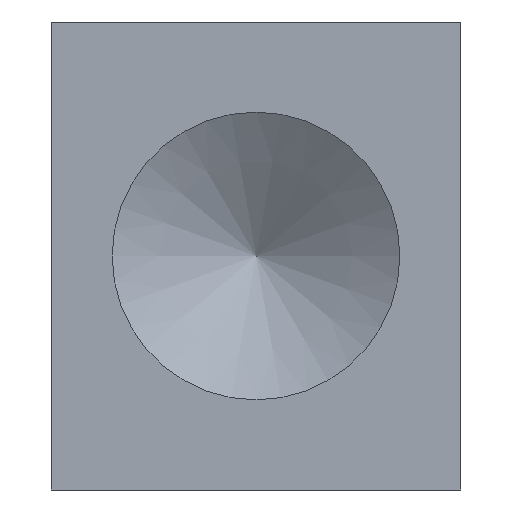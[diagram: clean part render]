
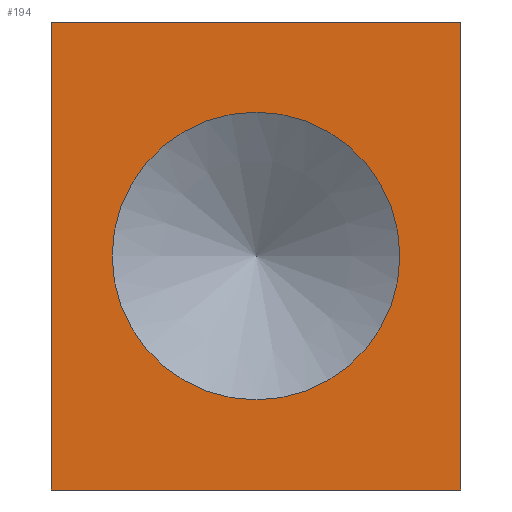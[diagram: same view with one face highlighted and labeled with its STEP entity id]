
A CAD part, front view. The second image highlights one B-rep face of the part: STEP entity #194.
In plain terms, the highlighted planar face has unit normal (0, -1, 0).
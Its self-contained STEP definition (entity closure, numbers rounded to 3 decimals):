
#32=FACE_BOUND('',#62,.T.);
#38=PLANE('',#231);
#49=FACE_OUTER_BOUND('',#61,.T.);
#61=EDGE_LOOP('',(#165,#166,#167,#168));
#62=EDGE_LOOP('',(#169));
#71=LINE('',#301,#87);
#78=LINE('',#315,#94);
#80=LINE('',#323,#96);
#81=LINE('',#324,#97);
#87=VECTOR('',#252,10.);
#94=VECTOR('',#263,10.);
#96=VECTOR('',#271,10.);
#97=VECTOR('',#272,10.);
#102=CIRCLE('',#225,2.459);
#109=VERTEX_POINT('',#295);
#110=VERTEX_POINT('',#299);
#111=VERTEX_POINT('',#300);
#116=VERTEX_POINT('',#314);
#119=VERTEX_POINT('',#322);
#124=EDGE_CURVE('',#109,#109,#102,.T.);
#126=EDGE_CURVE('',#110,#111,#71,.T.);
#133=EDGE_CURVE('',#110,#116,#78,.T.);
#137=EDGE_CURVE('',#119,#111,#80,.T.);
#138=EDGE_CURVE('',#119,#116,#81,.T.);
#165=ORIENTED_EDGE('',*,*,#126,.T.);
#166=ORIENTED_EDGE('',*,*,#137,.F.);
#167=ORIENTED_EDGE('',*,*,#138,.T.);
#168=ORIENTED_EDGE('',*,*,#133,.F.);
#169=ORIENTED_EDGE('',*,*,#124,.T.);
#194=ADVANCED_FACE('',(#49,#32),#38,.F.);
#225=AXIS2_PLACEMENT_3D('',#296,#247,#248);
#231=AXIS2_PLACEMENT_3D('',#321,#269,#270);
#247=DIRECTION('center_axis',(0.,1.,0.));
#248=DIRECTION('ref_axis',(1.,0.,0.));
#252=DIRECTION('',(-1.,0.,0.));
#263=DIRECTION('',(0.,0.,-1.));
#269=DIRECTION('center_axis',(0.,1.,0.));
#270=DIRECTION('ref_axis',(0.,0.,-1.));
#271=DIRECTION('',(0.,0.,1.));
#272=DIRECTION('',(1.,0.,0.));
#295=CARTESIAN_POINT('',(51.722,-77.266,-2.02));
#296=CARTESIAN_POINT('Origin',(54.18,-77.266,-2.02));
#299=CARTESIAN_POINT('',(57.68,-77.266,1.98));
#300=CARTESIAN_POINT('',(50.68,-77.266,1.98));
#301=CARTESIAN_POINT('',(55.93,-77.266,1.98));
#314=CARTESIAN_POINT('',(57.68,-77.266,-6.02));
#315=CARTESIAN_POINT('',(57.68,-77.266,-8.395));
#321=CARTESIAN_POINT('Origin',(54.18,-77.266,-2.646));
#322=CARTESIAN_POINT('',(50.68,-77.266,-6.02));
#323=CARTESIAN_POINT('',(50.68,-77.266,-8.395));
#324=CARTESIAN_POINT('',(52.43,-77.266,-6.02));
